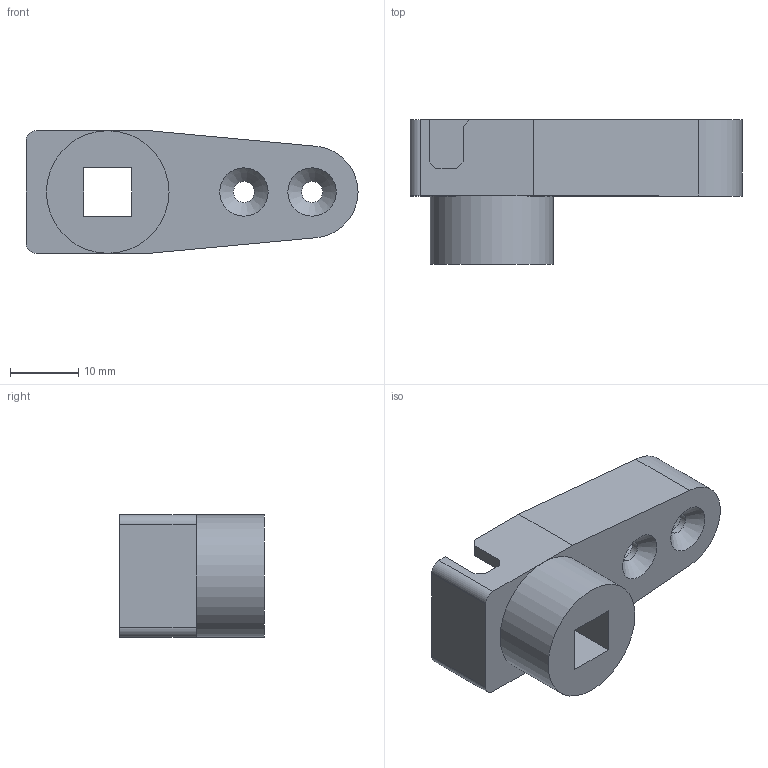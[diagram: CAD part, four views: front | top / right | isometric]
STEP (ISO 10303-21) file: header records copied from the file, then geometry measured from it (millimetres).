
FILE_DESCRIPTION(/* description */ (''),/* implementation_level */ '2;1');
FILE_NAME(/* name */ 'ServoHornAdapter.step',/* time_stamp */ '2024-11-03T11:12:51+01:00',/* author */ (''),/* organization */ (''),/* preprocessor_version */ 'ST-DEVELOPER v20',/* originating_system */ 'Autodesk Translation Framework v13.20.0.188',/* authorisation */ '');
FILE_SCHEMA (('AUTOMOTIVE_DESIGN { 1 0 10303 214 3 1 1 }'));
Length unit declared in the file: millimetre
Products named in the file (1): FenstergriffAdapter
Bounding box: 48.75 x 21.2 x 18 mm (x, y, z)
Volume: 6091 mm3; surface area: 4598.1 mm2
Topology: 1 solids, 1 shells, 33 faces, 89 edges, 58 vertices
Faces by surface type: plane 24, cylinder 7, cone 2
Full cylindrical faces by diameter (mm): 3.1 x2, 18 x1
Entity records: 1074 total; most frequent: CARTESIAN_POINT 181, ORIENTED_EDGE 178, DIRECTION 175, EDGE_CURVE 89, LINE 71, VECTOR 71, VERTEX_POINT 58, AXIS2_PLACEMENT_3D 52
